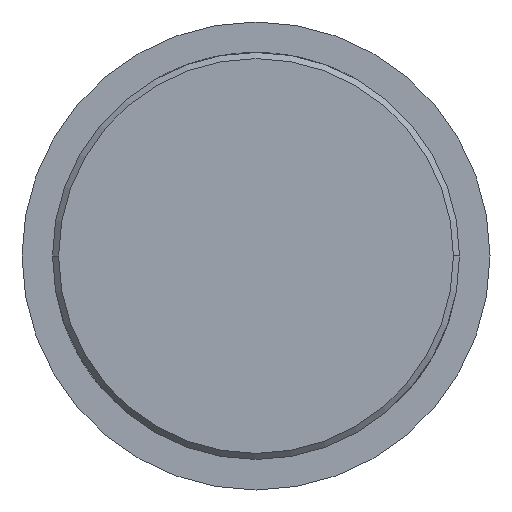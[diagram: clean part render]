
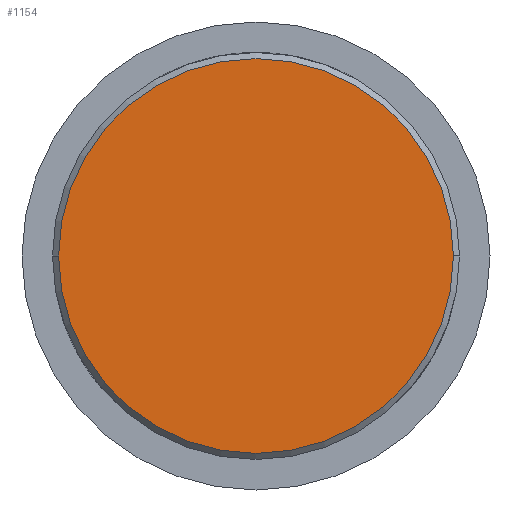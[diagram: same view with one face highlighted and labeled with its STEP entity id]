
A CAD part, front view. The second image highlights one B-rep face of the part: STEP entity #1154.
In plain terms, the highlighted planar face has unit normal (0, -1, 0).
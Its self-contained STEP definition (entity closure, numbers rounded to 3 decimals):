
#180 = DIRECTION ( 'NONE',  ( 0., 0., 1. ) ) ;
#193 = EDGE_CURVE ( 'Defeature ausgef�hrt1_0+Defeature ausgef�hrt1_1+Defeature ausgef�hrt1_1+Defeature ausgef�hrt1_1', #2958, #771, #2769, .T. ) ;
#214 = DIRECTION ( 'NONE',  ( 0., 1., 0. ) ) ;
#302 = AXIS2_PLACEMENT_3D ( 'NONE', #550, #1969, #180 ) ;
#372 = FACE_OUTER_BOUND ( 'NONE', #582, .T. ) ;
#550 = CARTESIAN_POINT ( 'NONE',  ( 0., 0., 0. ) ) ;
#582 = EDGE_LOOP ( 'NONE', ( #3626, #1883 ) ) ;
#771 = VERTEX_POINT ( 'NONE', #1757 ) ;
#792 = DIRECTION ( 'NONE',  ( 0., 1., 0. ) ) ;
#808 = DIRECTION ( 'NONE',  ( 0., 0., 1. ) ) ;
#1154 = ADVANCED_FACE ( 'Defeature ausgef�hrt1_1', ( #372 ), #2553, .F. ) ;
#1757 = CARTESIAN_POINT ( 'NONE',  ( 0., 0., 0.485 ) ) ;
#1883 = ORIENTED_EDGE ( 'NONE', *, *, #193, .F. ) ;
#1969 = DIRECTION ( 'NONE',  ( 0., 1., 0. ) ) ;
#2035 = CARTESIAN_POINT ( 'NONE',  ( 0., 0., -0.485 ) ) ;
#2241 = CARTESIAN_POINT ( 'NONE',  ( 0., 0., 0. ) ) ;
#2470 = AXIS2_PLACEMENT_3D ( 'NONE', #3361, #214, #3375 ) ;
#2553 = PLANE ( 'NONE',  #302 ) ;
#2566 = CIRCLE ( 'NONE', #3593, 0.485 ) ;
#2769 = CIRCLE ( 'NONE', #2470, 0.485 ) ;
#2958 = VERTEX_POINT ( 'NONE', #2035 ) ;
#3208 = EDGE_CURVE ( 'Defeature ausgef�hrt1_0+Defeature ausgef�hrt1_1+Defeature ausgef�hrt1_1+Defeature ausgef�hrt1_1', #771, #2958, #2566, .T. ) ;
#3361 = CARTESIAN_POINT ( 'NONE',  ( 0., 0., 0. ) ) ;
#3375 = DIRECTION ( 'NONE',  ( 0., 0., 1. ) ) ;
#3593 = AXIS2_PLACEMENT_3D ( 'NONE', #2241, #792, #808 ) ;
#3626 = ORIENTED_EDGE ( 'NONE', *, *, #3208, .F. ) ;
